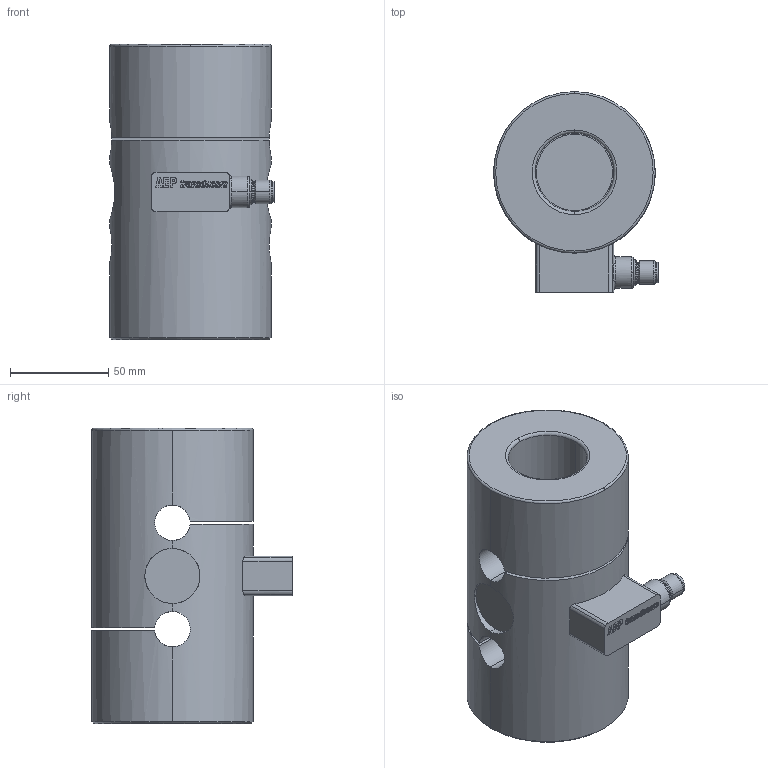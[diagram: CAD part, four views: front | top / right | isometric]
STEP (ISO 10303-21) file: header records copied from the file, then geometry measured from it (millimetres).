
FILE_DESCRIPTION(('STEP AP214'),'1');
FILE_NAME('TCE-AMP 20t.stp','2015-05-19T15:21:15',(' '),(' '),'Spatial InterOp 3D',' ',' ');
FILE_SCHEMA(('automotive_design'));
Length unit declared in the file: metre
Products named in the file (1): Box
Bounding box: 83.59 x 101.9 x 150 mm (x, y, z)
Volume: 683030 mm3; surface area: 76630.6 mm2
Topology: 1 solids, 4 shells, 311 faces, 785 edges, 515 vertices
Faces by surface type: plane 160, cylinder 71, extrusion 42, torus 24, cone 12, bspline 2
Entity records: 13338 total; most frequent: CARTESIAN_POINT 3429, ORIENTED_EDGE 1566, DIRECTION 1419, EDGE_CURVE 783, VERTEX_POINT 515, VECTOR 509, LINE 467, AXIS2_PLACEMENT_3D 455
